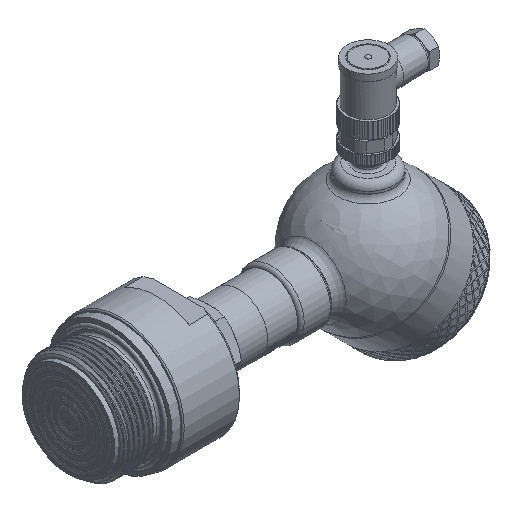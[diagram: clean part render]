
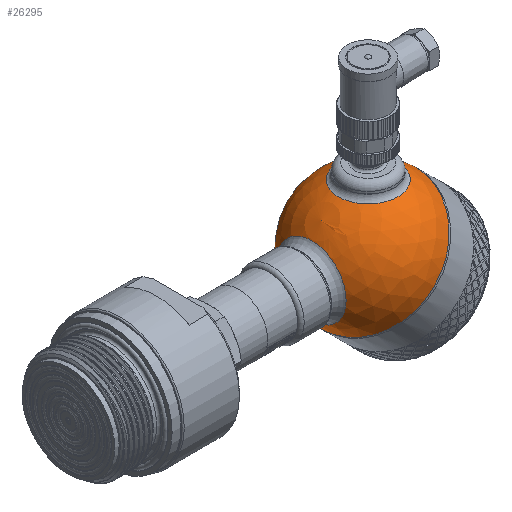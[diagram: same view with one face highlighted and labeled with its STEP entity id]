
A CAD part, isometric view. The second image highlights one B-rep face of the part: STEP entity #26295.
In plain terms, the highlighted spherical face has radius 30 mm.
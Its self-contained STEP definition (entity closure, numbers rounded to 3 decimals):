
#131=SPHERICAL_SURFACE('',#27829,30.);
#187=CIRCLE('',#27826,15.643);
#190=CIRCLE('',#27830,30.);
#191=CIRCLE('',#27831,30.);
#192=CIRCLE('',#27832,30.);
#193=CIRCLE('',#27833,13.5);
#1194=FACE_BOUND('',#5790,.T.);
#1195=FACE_BOUND('',#5791,.T.);
#4070=FACE_OUTER_BOUND('',#5789,.T.);
#5789=EDGE_LOOP('',(#18735,#18736,#18737,#18738));
#5790=EDGE_LOOP('',(#18739));
#5791=EDGE_LOOP('',(#18740));
#10655=VERTEX_POINT('',#41315);
#10657=VERTEX_POINT('',#41321);
#10658=VERTEX_POINT('',#41322);
#10659=VERTEX_POINT('',#41324);
#10660=VERTEX_POINT('',#41327);
#13718=EDGE_CURVE('',#10655,#10655,#187,.T.);
#13721=EDGE_CURVE('',#10657,#10658,#190,.T.);
#13722=EDGE_CURVE('',#10657,#10659,#191,.T.);
#13723=EDGE_CURVE('',#10658,#10657,#192,.T.);
#13724=EDGE_CURVE('',#10660,#10660,#193,.T.);
#18735=ORIENTED_EDGE('',*,*,#13721,.F.);
#18736=ORIENTED_EDGE('',*,*,#13722,.T.);
#18737=ORIENTED_EDGE('',*,*,#13722,.F.);
#18738=ORIENTED_EDGE('',*,*,#13723,.F.);
#18739=ORIENTED_EDGE('',*,*,#13718,.F.);
#18740=ORIENTED_EDGE('',*,*,#13724,.F.);
#26295=ADVANCED_FACE('',(#4070,#1194,#1195),#131,.T.);
#27826=AXIS2_PLACEMENT_3D('',#41316,#29765,#29766);
#27829=AXIS2_PLACEMENT_3D('',#41320,#29771,#29772);
#27830=AXIS2_PLACEMENT_3D('',#41323,#29773,#29774);
#27831=AXIS2_PLACEMENT_3D('',#41325,#29775,#29776);
#27832=AXIS2_PLACEMENT_3D('',#41326,#29777,#29778);
#27833=AXIS2_PLACEMENT_3D('',#41328,#29779,#29780);
#29765=DIRECTION('center_axis',(-0.707,0.,0.707));
#29766=DIRECTION('ref_axis',(0.707,0.,0.707));
#29771=DIRECTION('center_axis',(1.,0.,0.));
#29772=DIRECTION('ref_axis',(0.,-1.,0.));
#29773=DIRECTION('center_axis',(1.,0.,0.));
#29774=DIRECTION('ref_axis',(0.,1.,0.));
#29775=DIRECTION('center_axis',(0.,0.,1.));
#29776=DIRECTION('ref_axis',(0.,1.,0.));
#29777=DIRECTION('center_axis',(1.,0.,0.));
#29778=DIRECTION('ref_axis',(0.,1.,0.));
#29779=DIRECTION('center_axis',(-0.707,0.,-0.707));
#29780=DIRECTION('ref_axis',(-0.707,0.,0.707));
#41315=CARTESIAN_POINT('',(-29.162,0.,7.04));
#41316=CARTESIAN_POINT('Origin',(-18.101,0.,18.101));
#41320=CARTESIAN_POINT('Origin',(0.,0.,0.));
#41321=CARTESIAN_POINT('',(0.,30.,0.));
#41322=CARTESIAN_POINT('',(0.,-30.,0.));
#41323=CARTESIAN_POINT('Origin',(0.,0.,0.));
#41324=CARTESIAN_POINT('',(-30.,0.,0.));
#41325=CARTESIAN_POINT('Origin',(0.,0.,0.));
#41326=CARTESIAN_POINT('Origin',(0.,0.,0.));
#41327=CARTESIAN_POINT('',(-9.398,0.,-28.49));
#41328=CARTESIAN_POINT('Origin',(-18.944,0.,-18.944));
